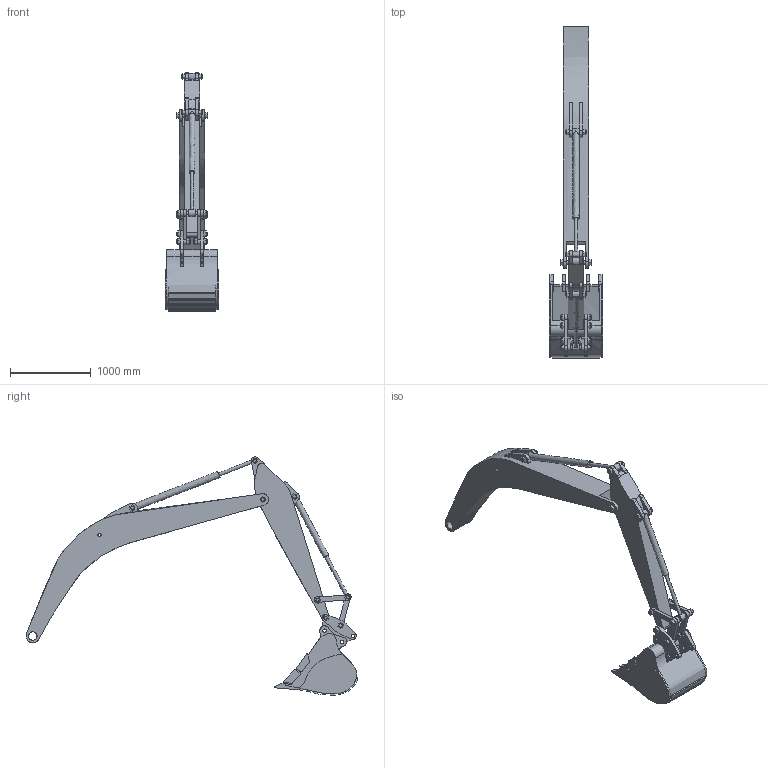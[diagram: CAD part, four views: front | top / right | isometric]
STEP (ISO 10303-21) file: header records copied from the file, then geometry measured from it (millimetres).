
FILE_DESCRIPTION(('FreeCAD Model'),'2;1');
FILE_NAME('Open CASCADE Shape Model','2025-05-01T21:14:24',('FreeCAD'),( 'FreeCAD'),'Open CASCADE STEP processor 7.6','FreeCAD','Unknown');
FILE_SCHEMA(('AUTOMOTIVE_DESIGN { 1 0 10303 214 1 1 1 1 }'));
Length unit declared in the file: millimetre
Products named in the file (1): Open CASCADE STEP translator 7.6 1
Bounding box: 669.23 x 4123.1 x 2960.84 mm (x, y, z)
Volume: 504965950.3 mm3; surface area: 13713100.1 mm2
Topology: 20 solids, 20 shells, 574 faces, 1442 edges, 958 vertices
Faces by surface type: bspline 574
Entity records: 21287 total; most frequent: CARTESIAN_POINT 12452, ORIENTED_EDGE 2884, EDGE_CURVE 1442, B_SPLINE_CURVE_WITH_KNOTS 1116, VERTEX_POINT 958, FACE_BOUND 694, EDGE_LOOP 694, ADVANCED_FACE 574
